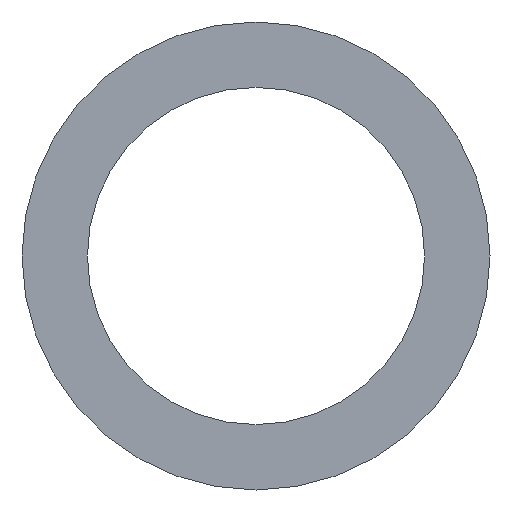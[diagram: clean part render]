
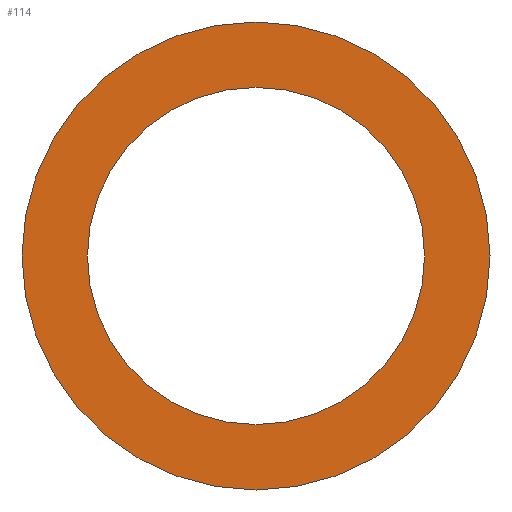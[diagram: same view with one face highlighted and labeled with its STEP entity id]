
A CAD part, left-side view. The second image highlights one B-rep face of the part: STEP entity #114.
In plain terms, the highlighted planar face has unit normal (-1, 0, 0).
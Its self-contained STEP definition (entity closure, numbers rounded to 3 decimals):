
#74 = EDGE_CURVE( '', #80, #156, #186, .T. );
#78 = VERTEX_POINT( '', #190 );
#80 = VERTEX_POINT( '', #192 );
#114 = ADVANCED_FACE( '', ( #231, #232 ), #233, .T. );
#120 = EDGE_CURVE( '', #156, #80, #239, .T. );
#124 = EDGE_CURVE( '', #78, #142, #244, .T. );
#134 = EDGE_CURVE( '', #142, #78, #254, .T. );
#142 = VERTEX_POINT( '', #265 );
#156 = VERTEX_POINT( '', #280 );
#186 = CIRCLE( '', #304, 342.5 );
#190 = CARTESIAN_POINT( '', ( -175., -246.8, 0. ) );
#192 = CARTESIAN_POINT( '', ( -175., -342.5, 0. ) );
#231 = FACE_BOUND( '', #364, .T. );
#232 = FACE_OUTER_BOUND( '', #365, .T. );
#233 = PLANE( '', #366 );
#239 = CIRCLE( '', #373, 342.5 );
#244 = CIRCLE( '', #379, 246.8 );
#254 = CIRCLE( '', #393, 246.8 );
#265 = CARTESIAN_POINT( '', ( -175., 246.8, 0. ) );
#280 = CARTESIAN_POINT( '', ( -175., 342.5, 0. ) );
#304 = AXIS2_PLACEMENT_3D( '', #442, #443, #444 );
#364 = EDGE_LOOP( '', ( #506, #507 ) );
#365 = EDGE_LOOP( '', ( #508, #509 ) );
#366 = AXIS2_PLACEMENT_3D( '', #510, #511, #512 );
#373 = AXIS2_PLACEMENT_3D( '', #513, #514, #515 );
#379 = AXIS2_PLACEMENT_3D( '', #524, #525, #526 );
#393 = AXIS2_PLACEMENT_3D( '', #530, #531, #532 );
#442 = CARTESIAN_POINT( '', ( -175., 0., 0. ) );
#443 = DIRECTION( '', ( -1., 0., 0. ) );
#444 = DIRECTION( '', ( 0., 1., 0. ) );
#506 = ORIENTED_EDGE( '', *, *, #134, .F. );
#507 = ORIENTED_EDGE( '', *, *, #124, .F. );
#508 = ORIENTED_EDGE( '', *, *, #120, .T. );
#509 = ORIENTED_EDGE( '', *, *, #74, .T. );
#510 = CARTESIAN_POINT( '', ( -175., 294.65, 0. ) );
#511 = DIRECTION( '', ( -1., 0., 0. ) );
#512 = DIRECTION( '', ( 0., 1., 0. ) );
#513 = CARTESIAN_POINT( '', ( -175., 0., 0. ) );
#514 = DIRECTION( '', ( -1., 0., 0. ) );
#515 = DIRECTION( '', ( 0., 1., 0. ) );
#524 = CARTESIAN_POINT( '', ( -175., 0., 0. ) );
#525 = DIRECTION( '', ( -1., 0., 0. ) );
#526 = DIRECTION( '', ( 0., 1., 0. ) );
#530 = CARTESIAN_POINT( '', ( -175., 0., 0. ) );
#531 = DIRECTION( '', ( -1., 0., 0. ) );
#532 = DIRECTION( '', ( 0., 1., 0. ) );
